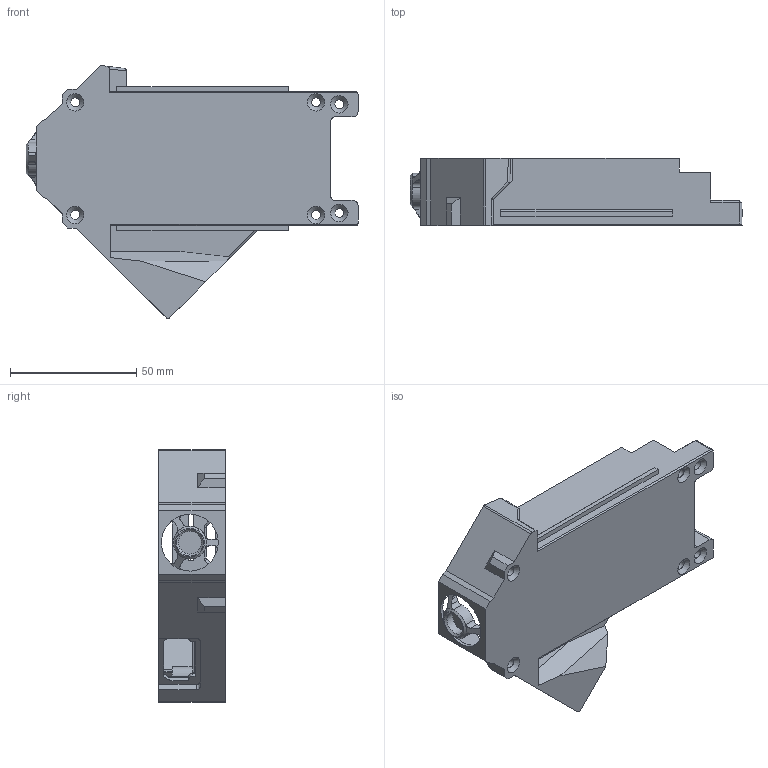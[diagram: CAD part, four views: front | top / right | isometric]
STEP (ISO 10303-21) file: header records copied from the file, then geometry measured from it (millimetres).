
FILE_DESCRIPTION(/* description */ (''),/* implementation_level */ '2;1');
FILE_NAME(/* name */ 'BASEPART_LEFT_V01.step',/* time_stamp */ '2023-01-15T22:59:44+01:00',/* author */ (''),/* organization */ (''),/* preprocessor_version */ 'ST-DEVELOPER v19.2',/* originating_system */ 'Autodesk Translation Framework v11.17.0.187',/* authorisation */ '');
FILE_SCHEMA (('AUTOMOTIVE_DESIGN { 1 0 10303 214 3 1 1 }'));
Length unit declared in the file: millimetre
Products named in the file (1): BASEPART_LEFT_V01_PR
Bounding box: 131.32 x 26.5 x 100.05 mm (x, y, z)
Volume: 35798.4 mm3; surface area: 34674 mm2
Topology: 1 solids, 1 shells, 323 faces, 877 edges, 556 vertices
Faces by surface type: plane 179, cylinder 95, cone 33, bspline 11, torus 5
Full cylindrical faces by diameter (mm): 2.7 x2, 3 x2, 3.6 x6, 4 x3, 9 x1
Entity records: 10854 total; most frequent: CARTESIAN_POINT 2562, ORIENTED_EDGE 1746, DIRECTION 1710, EDGE_CURVE 873, LINE 588, VECTOR 588, AXIS2_PLACEMENT_3D 561, VERTEX_POINT 556
